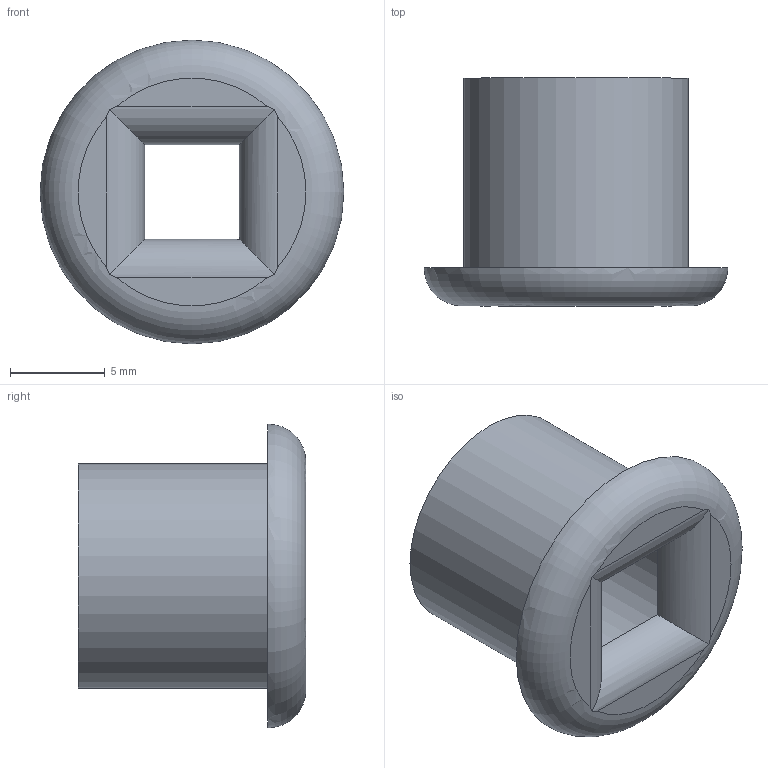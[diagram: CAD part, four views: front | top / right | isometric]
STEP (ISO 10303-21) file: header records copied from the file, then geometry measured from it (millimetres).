
FILE_DESCRIPTION(/* description */ (''),/* implementation_level */ '2;1');
FILE_NAME(/* name */ 'handle_bottom.step',/* time_stamp */ '2025-07-31T18:18:33+01:00',/* author */ (''),/* organization */ (''),/* preprocessor_version */ 'ST-DEVELOPER v20.1',/* originating_system */ 'Autodesk Translation Framework v14.10.0.0',/* authorisation */ '');
FILE_SCHEMA (('AUTOMOTIVE_DESIGN { 1 0 10303 214 3 1 1 }'));
Length unit declared in the file: millimetre
Products named in the file (1): Handle Bottom
Bounding box: 16 x 12 x 16 mm (x, y, z)
Volume: 888.3 mm3; surface area: 1055.9 mm2
Topology: 1 solids, 1 shells, 14 faces, 33 edges, 22 vertices
Faces by surface type: plane 7, cylinder 6, torus 1
Full cylindrical faces by diameter (mm): 8 x1, 11.834 x1
Entity records: 480 total; most frequent: CARTESIAN_POINT 110, DIRECTION 70, ORIENTED_EDGE 66, EDGE_CURVE 33, AXIS2_PLACEMENT_3D 30, VERTEX_POINT 22, EDGE_LOOP 17, FACE_OUTER_BOUND 14
